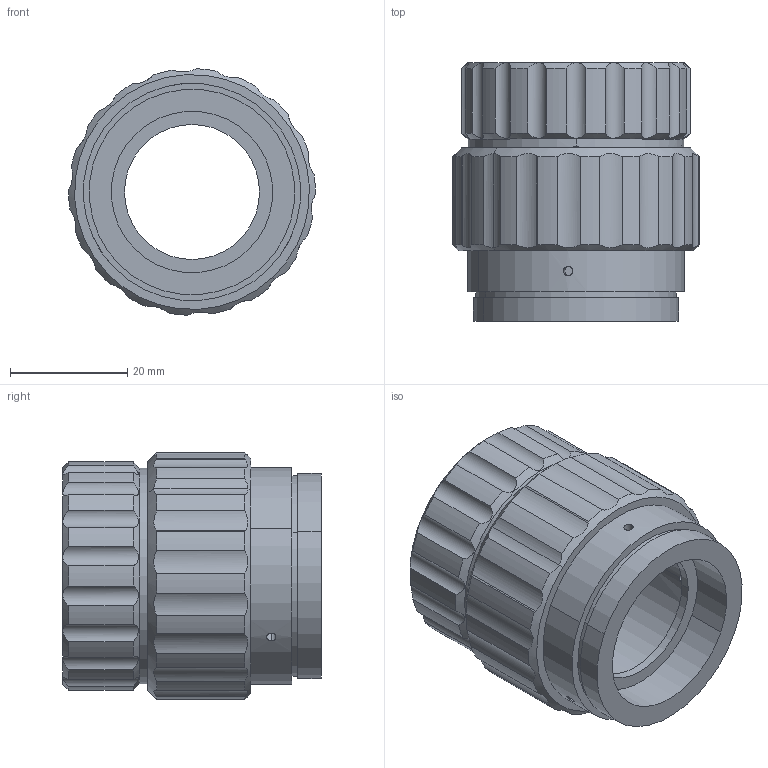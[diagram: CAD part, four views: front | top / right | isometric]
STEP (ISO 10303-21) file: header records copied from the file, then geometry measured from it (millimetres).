
FILE_DESCRIPTION (( 'STEP AP203' ), '1' );
FILE_NAME ('508002.STEP', '2021-06-23T03:43:31', ( '' ), ( '' ), 'SwSTEP 2.0', 'SolidWorks 2020', '' );
FILE_SCHEMA (( 'CONFIG_CONTROL_DESIGN' ));
Length unit declared in the file: millimetre
Products named in the file (1): 508002
Bounding box: 41.99 x 44 x 41.97 mm (x, y, z)
Volume: 25779.3 mm3; surface area: 26652.7 mm2
Topology: 6 solids, 6 shells, 254 faces, 702 edges, 481 vertices
Faces by surface type: cylinder 178, cone 41, plane 35
Entity records: 10058 total; most frequent: CARTESIAN_POINT 3486, ORIENTED_EDGE 1404, DIRECTION 1293, EDGE_CURVE 702, AXIS2_PLACEMENT_3D 520, VERTEX_POINT 481, EDGE_LOOP 309, CIRCLE 265
